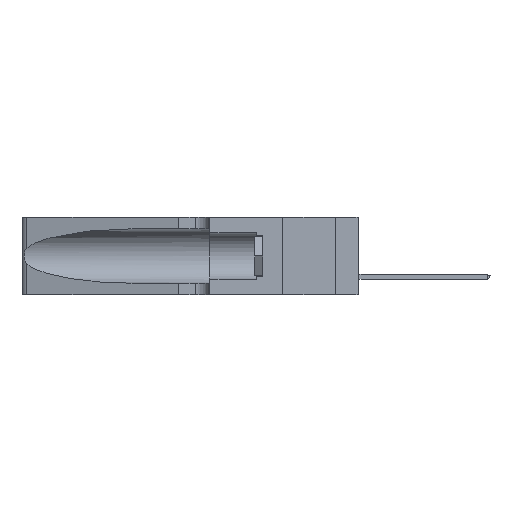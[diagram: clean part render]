
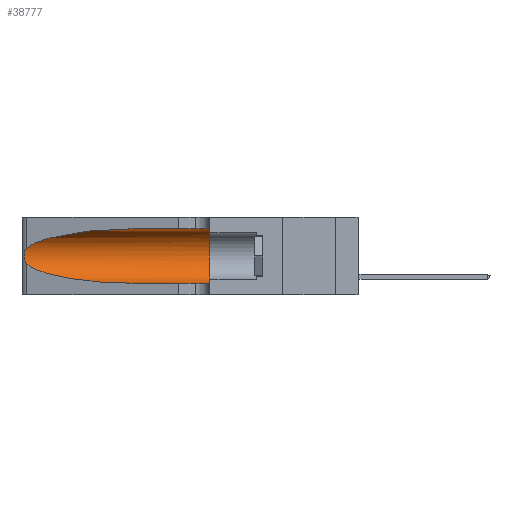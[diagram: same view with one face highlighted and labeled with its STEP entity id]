
A CAD part, left-side view. The second image highlights one B-rep face of the part: STEP entity #38777.
In plain terms, the highlighted cylindrical face has radius 3.308 mm (diameter 6.617 mm), a partial arc.
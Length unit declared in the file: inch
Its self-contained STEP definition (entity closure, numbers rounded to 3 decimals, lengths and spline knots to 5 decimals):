
#568 = VERTEX_POINT ( 'NONE', #36597 ) ;
#1322 = ORIENTED_EDGE ( 'NONE', *, *, #39556, .T. ) ;
#1757 = AXIS2_PLACEMENT_3D ( 'NONE', #14968, #18201, #15438 ) ;
#1951 = ORIENTED_EDGE ( 'NONE', *, *, #16255, .T. ) ;
#2729 = CARTESIAN_POINT ( 'NONE',  ( 0.25487, 1.22718, 0.14631 ) ) ;
#2872 = CARTESIAN_POINT ( 'NONE',  ( 0.25555, 1.22994, 0.2215 ) ) ;
#3145 = CARTESIAN_POINT ( 'NONE',  ( 0.18966, 0.96281, 0.31525 ) ) ;
#3255 = CARTESIAN_POINT ( 'NONE',  ( 0.25854, 1.2359, 0.20912 ) ) ;
#4485 = LINE ( 'NONE', #30041, #20960 ) ;
#6184 = CARTESIAN_POINT ( 'NONE',  ( 0.25555, 1.22993, 0.14849 ) ) ;
#6490 = EDGE_CURVE ( 'NONE', #33918, #8876, #37686, .T. ) ;
#6586 = CARTESIAN_POINT ( 'NONE',  ( 0.25856, 1.23593, 0.16098 ) ) ;
#6844 = CARTESIAN_POINT ( 'NONE',  ( 0.2373, 1.15595, 0.28018 ) ) ;
#6857 = CARTESIAN_POINT ( 'NONE',  ( 0.25487, 1.22718, 0.14631 ) ) ;
#7573 = CARTESIAN_POINT ( 'NONE',  ( 0.1305, 0.72297, 0.05475 ) ) ;
#7864 = CIRCLE ( 'NONE', #1757, 0.13025 ) ;
#8876 = VERTEX_POINT ( 'NONE', #35039 ) ;
#9918 = CARTESIAN_POINT ( 'NONE',  ( 0.25487, 1.22718, 0.22369 ) ) ;
#10527 = DIRECTION ( 'NONE',  ( 0., 0., -1. ) ) ;
#11042 = ORIENTED_EDGE ( 'NONE', *, *, #40994, .T. ) ;
#12116 = CARTESIAN_POINT ( 'NONE',  ( 0.1305, 0.35, 0.05475 ) ) ;
#12323 = EDGE_CURVE ( 'NONE', #33918, #568, #4485, .T. ) ;
#12800 = CARTESIAN_POINT ( 'NONE',  ( 0.26017, 1.23833, 0.17102 ) ) ;
#13595 = DIRECTION ( 'NONE',  ( 0., -1., 0. ) ) ;
#14968 = CARTESIAN_POINT ( 'NONE',  ( 0.1305, 0.35, 0.185 ) ) ;
#15087 = DIRECTION ( 'NONE',  ( 0., -1., 0. ) ) ;
#15438 = DIRECTION ( 'NONE',  ( 0., 0., 1. ) ) ;
#16255 = EDGE_CURVE ( 'NONE', #34694, #30741, #31972, .T. ) ;
#17224 = CARTESIAN_POINT ( 'NONE',  ( 0.2373, 1.15595, 0.08982 ) ) ;
#18068 = AXIS2_PLACEMENT_3D ( 'NONE', #20307, #23365, #10527 ) ;
#18201 = DIRECTION ( 'NONE',  ( 0., 1., 0. ) ) ;
#18472 = B_SPLINE_CURVE_WITH_KNOTS ( 'NONE', 3,
 ( #29481, #2872, #35927, #42124, #3255, #19694, #23019, #26309, #12800, #6586, #38952, #32892, #6184, #2729 ),
 .UNSPECIFIED., .F., .F.,
 ( 4, 2, 2, 2, 2, 2, 4 ),
 ( 0., 0.00027, 0.00053, 0.00107, 0.0016, 0.00187, 0.00214 ),
 .UNSPECIFIED. ) ;
#19694 = CARTESIAN_POINT ( 'NONE',  ( 0.26018, 1.23835, 0.19895 ) ) ;
#19988 = VECTOR ( 'NONE', #15087, 39.37008 ) ;
#20307 = CARTESIAN_POINT ( 'NONE',  ( 0.1305, 1.61858, 0.185 ) ) ;
#20817 = CARTESIAN_POINT ( 'NONE',  ( 0.18966, 0.96281, 0.05475 ) ) ;
#20960 = VECTOR ( 'NONE', #13595, 39.37008 ) ;
#21176 = EDGE_CURVE ( 'NONE', #568, #39515, #7864, .T. ) ;
#21915 = ORIENTED_EDGE ( 'NONE', *, *, #6490, .T. ) ;
#22992 = EDGE_LOOP ( 'NONE', ( #21915, #11042, #1951, #1322, #38445, #32135 ) ) ;
#23019 = CARTESIAN_POINT ( 'NONE',  ( 0.26075, 1.23896, 0.19203 ) ) ;
#23365 = DIRECTION ( 'NONE',  ( 0., -1., 0. ) ) ;
#23596 = LINE ( 'NONE', #34641, #19988 ) ;
#24003 = CARTESIAN_POINT ( 'NONE',  ( 0.25487, 1.22718, 0.14631 ) ) ;
#26309 = CARTESIAN_POINT ( 'NONE',  ( 0.26075, 1.23896, 0.178 ) ) ;
#29481 = CARTESIAN_POINT ( 'NONE',  ( 0.25487, 1.22718, 0.22369 ) ) ;
#30041 = CARTESIAN_POINT ( 'NONE',  ( 0.1305, 1.61858, 0.31525 ) ) ;
#30741 = VERTEX_POINT ( 'NONE', #39340 ) ;
#31972 =( BOUNDED_CURVE ( )  B_SPLINE_CURVE ( 3, ( #24003, #17224, #20817, #7573 ),
 .UNSPECIFIED., .F., .F. ) 
 B_SPLINE_CURVE_WITH_KNOTS ( ( 4, 4 ),
 ( 3.44316, 4.71239 ),
 .UNSPECIFIED. ) 
 CURVE ( )  GEOMETRIC_REPRESENTATION_ITEM ( )  RATIONAL_B_SPLINE_CURVE ( ( 1., 0.87, 0.87, 1. ) ) 
 REPRESENTATION_ITEM ( '' )  );
#32135 = ORIENTED_EDGE ( 'NONE', *, *, #12323, .F. ) ;
#32892 = CARTESIAN_POINT ( 'NONE',  ( 0.25639, 1.23186, 0.15144 ) ) ;
#33918 = VERTEX_POINT ( 'NONE', #39164 ) ;
#33953 = CYLINDRICAL_SURFACE ( 'NONE', #18068, 0.13025 ) ;
#34641 = CARTESIAN_POINT ( 'NONE',  ( 0.1305, 1.61858, 0.05475 ) ) ;
#34694 = VERTEX_POINT ( 'NONE', #6857 ) ;
#35039 = CARTESIAN_POINT ( 'NONE',  ( 0.25487, 1.22718, 0.22369 ) ) ;
#35927 = CARTESIAN_POINT ( 'NONE',  ( 0.25639, 1.23184, 0.21858 ) ) ;
#36597 = CARTESIAN_POINT ( 'NONE',  ( 0.1305, 0.35, 0.31525 ) ) ;
#37686 =( BOUNDED_CURVE ( )  B_SPLINE_CURVE ( 3, ( #39882, #3145, #6844, #9918 ),
 .UNSPECIFIED., .F., .T. ) 
 B_SPLINE_CURVE_WITH_KNOTS ( ( 4, 4 ),
 ( 1.5708, 2.84003 ),
 .UNSPECIFIED. ) 
 CURVE ( )  GEOMETRIC_REPRESENTATION_ITEM ( )  RATIONAL_B_SPLINE_CURVE ( ( 1., 0.87, 0.87, 1. ) ) 
 REPRESENTATION_ITEM ( '' )  );
#38445 = ORIENTED_EDGE ( 'NONE', *, *, #21176, .F. ) ;
#38777 = ADVANCED_FACE ( 'NONE', ( #39141 ), #33953, .F. ) ;
#38952 = CARTESIAN_POINT ( 'NONE',  ( 0.25789, 1.23486, 0.15765 ) ) ;
#39141 = FACE_OUTER_BOUND ( 'NONE', #22992, .T. ) ;
#39164 = CARTESIAN_POINT ( 'NONE',  ( 0.1305, 0.72297, 0.31525 ) ) ;
#39340 = CARTESIAN_POINT ( 'NONE',  ( 0.1305, 0.72297, 0.05475 ) ) ;
#39515 = VERTEX_POINT ( 'NONE', #12116 ) ;
#39556 = EDGE_CURVE ( 'NONE', #30741, #39515, #23596, .T. ) ;
#39882 = CARTESIAN_POINT ( 'NONE',  ( 0.1305, 0.72297, 0.31525 ) ) ;
#40994 = EDGE_CURVE ( 'NONE', #8876, #34694, #18472, .T. ) ;
#42124 = CARTESIAN_POINT ( 'NONE',  ( 0.25787, 1.23484, 0.2124 ) ) ;
